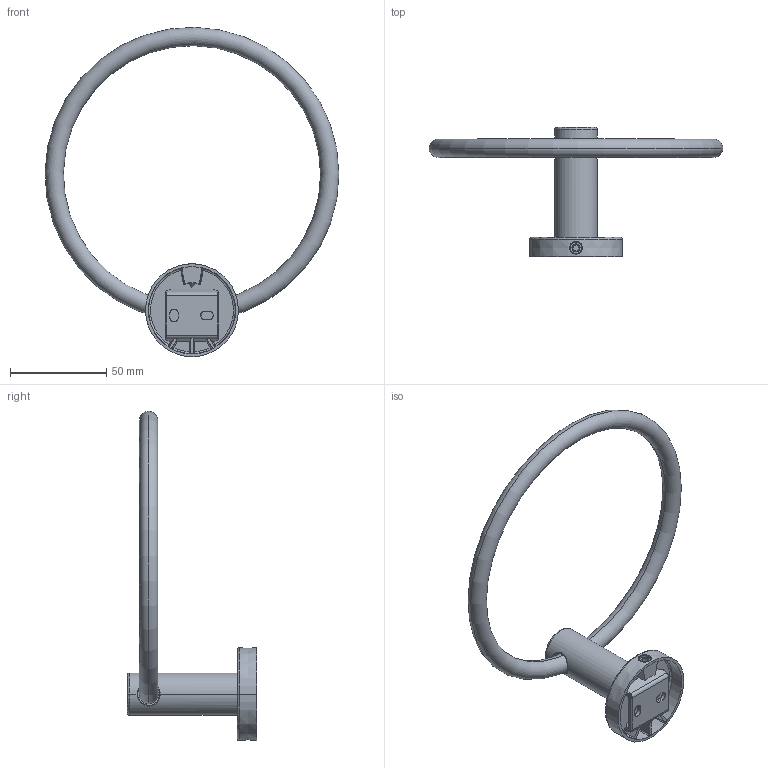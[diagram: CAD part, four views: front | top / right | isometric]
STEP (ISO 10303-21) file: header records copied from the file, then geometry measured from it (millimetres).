
FILE_DESCRIPTION((''),'2;1');
FILE_NAME('82-09_ASM','2015-07-22T',('rsmith'),(''),'PRO/ENGINEER BY PARAMETRIC TECHNOLOGY CORPORATION, 2013150','PRO/ENGINEER BY PARAMETRIC TECHNOLOGY CORPORATION, 2013150','');
FILE_SCHEMA(('CONFIG_CONTROL_DESIGN'));
Length unit declared in the file: millimetre
Products named in the file (9): CCCZ0019; CCKT0030; CCDB0133; CTCP0177; CCRB0018; CTST0142; CTST0046; CTST0224; 82-09_ASM
Assembly tree (8 placements, depth 2):
  82-09_ASM
    CCCZ0019
    CCKT0030
    CCDB0133
    CTCP0177
    CCRB0018
    CTST0142
    CTST0046
    CTST0224
Bounding box: 152.42 x 67 x 170.79 mm (x, y, z)
Volume: 35654.3 mm3; surface area: 42249.8 mm2
Topology: 8 solids, 8 shells, 347 faces, 930 edges, 601 vertices
Faces by surface type: cylinder 149, plane 92, torus 38, bspline 38, cone 26, sphere 4
Entity records: 19661 total; most frequent: CARTESIAN_POINT 11177, ORIENTED_EDGE 1848, DIRECTION 1613, EDGE_CURVE 924, AXIS2_PLACEMENT_3D 636, VERTEX_POINT 601, EDGE_LOOP 369, FACE_OUTER_BOUND 347
